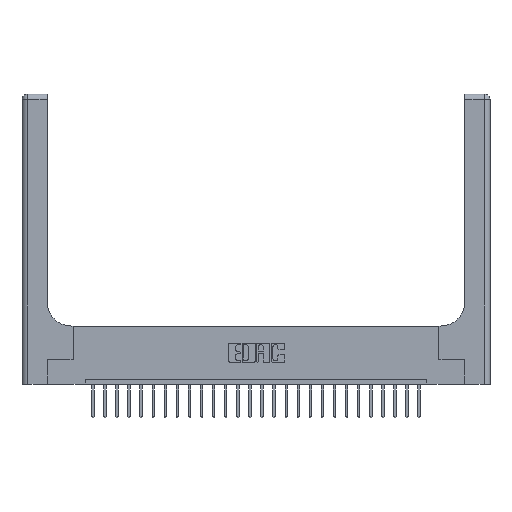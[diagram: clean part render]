
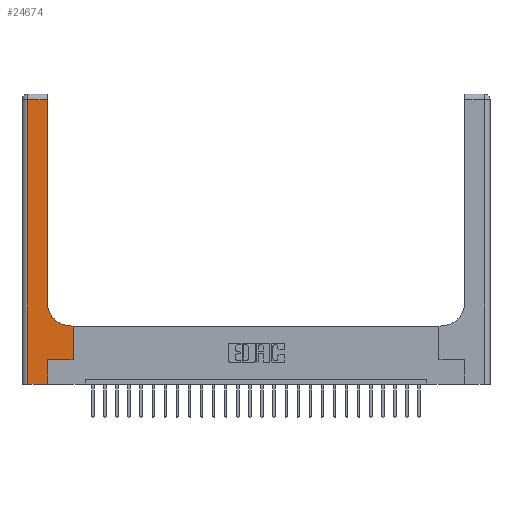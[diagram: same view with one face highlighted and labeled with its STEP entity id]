
A CAD part, top view. The second image highlights one B-rep face of the part: STEP entity #24674.
In plain terms, the highlighted planar face has unit normal (0, 0, 1).
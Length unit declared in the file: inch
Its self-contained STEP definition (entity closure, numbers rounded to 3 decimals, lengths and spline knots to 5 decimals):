
#701 = VERTEX_POINT ( 'NONE', #9828 ) ;
#1229 = CARTESIAN_POINT ( 'NONE',  ( 0.26, 3., 0.37 ) ) ;
#1636 = AXIS2_PLACEMENT_3D ( 'NONE', #3763, #1870, #9578 ) ;
#1647 = LINE ( 'NONE', #14856, #22783 ) ;
#1820 = VERTEX_POINT ( 'NONE', #2870 ) ;
#1870 = DIRECTION ( 'NONE',  ( 0., 0., -1. ) ) ;
#2038 = VERTEX_POINT ( 'NONE', #4367 ) ;
#2365 = ORIENTED_EDGE ( 'NONE', *, *, #13781, .T. ) ;
#2478 = EDGE_CURVE ( 'NONE', #9659, #4491, #17546, .T. ) ;
#2698 = CARTESIAN_POINT ( 'NONE',  ( 0.06, 3., 0.37 ) ) ;
#2812 = DIRECTION ( 'NONE',  ( 0., 1., 0. ) ) ;
#2870 = CARTESIAN_POINT ( 'NONE',  ( 0.06, 0., 0.37 ) ) ;
#3315 = CARTESIAN_POINT ( 'NONE',  ( 0.528, 0.25, 0.37 ) ) ;
#3361 = EDGE_CURVE ( 'NONE', #4491, #6211, #8078, .T. ) ;
#3763 = CARTESIAN_POINT ( 'NONE',  ( 0., 3., 0.37 ) ) ;
#4118 = VECTOR ( 'NONE', #5800, 39.37008 ) ;
#4367 = CARTESIAN_POINT ( 'NONE',  ( 0.528, 0.25, 0.37 ) ) ;
#4491 = VERTEX_POINT ( 'NONE', #12850 ) ;
#4518 = EDGE_CURVE ( 'NONE', #14917, #9659, #1647, .T. ) ;
#5102 = LINE ( 'NONE', #18327, #10225 ) ;
#5342 = LINE ( 'NONE', #18807, #20123 ) ;
#5708 = ORIENTED_EDGE ( 'NONE', *, *, #10827, .T. ) ;
#5800 = DIRECTION ( 'NONE',  ( 0., 1., 0. ) ) ;
#6211 = VERTEX_POINT ( 'NONE', #10598 ) ;
#6691 = EDGE_CURVE ( 'NONE', #16906, #8855, #19092, .T. ) ;
#6707 = AXIS2_PLACEMENT_3D ( 'NONE', #7763, #8006, #19567 ) ;
#7444 = PLANE ( 'NONE',  #1636 ) ;
#7763 = CARTESIAN_POINT ( 'NONE',  ( 0.51, 0.85, 0.37 ) ) ;
#8006 = DIRECTION ( 'NONE',  ( 0., 0., -1. ) ) ;
#8078 = LINE ( 'NONE', #1229, #4118 ) ;
#8141 = EDGE_CURVE ( 'NONE', #8855, #2038, #5102, .T. ) ;
#8403 = VECTOR ( 'NONE', #10403, 39.37008 ) ;
#8608 = VECTOR ( 'NONE', #15417, 39.37008 ) ;
#8780 = CARTESIAN_POINT ( 'NONE',  ( 0.265, 0., 0.37 ) ) ;
#8855 = VERTEX_POINT ( 'NONE', #18733 ) ;
#9578 = DIRECTION ( 'NONE',  ( -1., 0., 0. ) ) ;
#9659 = VERTEX_POINT ( 'NONE', #20409 ) ;
#9672 = CARTESIAN_POINT ( 'NONE',  ( 0.265, 0., 0.37 ) ) ;
#9828 = CARTESIAN_POINT ( 'NONE',  ( 0.06, 2.94, 0.37 ) ) ;
#10225 = VECTOR ( 'NONE', #14291, 39.37008 ) ;
#10403 = DIRECTION ( 'NONE',  ( 0., -1., 0. ) ) ;
#10598 = CARTESIAN_POINT ( 'NONE',  ( 0.26, 2.94, 0.37 ) ) ;
#10827 = EDGE_CURVE ( 'NONE', #2038, #14917, #22453, .T. ) ;
#11457 = FACE_OUTER_BOUND ( 'NONE', #19823, .T. ) ;
#12351 = VECTOR ( 'NONE', #2812, 39.37008 ) ;
#12850 = CARTESIAN_POINT ( 'NONE',  ( 0.26, 0.85, 0.37 ) ) ;
#13781 = EDGE_CURVE ( 'NONE', #701, #1820, #19958, .T. ) ;
#13908 = DIRECTION ( 'NONE',  ( -1., 0., 0. ) ) ;
#14291 = DIRECTION ( 'NONE',  ( 1., 0., 0. ) ) ;
#14615 = ORIENTED_EDGE ( 'NONE', *, *, #16404, .T. ) ;
#14856 = CARTESIAN_POINT ( 'NONE',  ( 0.26, 0.6, 0.37 ) ) ;
#14864 = EDGE_CURVE ( 'NONE', #6211, #701, #23758, .T. ) ;
#14917 = VERTEX_POINT ( 'NONE', #17957 ) ;
#15417 = DIRECTION ( 'NONE',  ( 0., 1., 0. ) ) ;
#16404 = EDGE_CURVE ( 'NONE', #1820, #16906, #5342, .T. ) ;
#16455 = VECTOR ( 'NONE', #13908, 39.37008 ) ;
#16906 = VERTEX_POINT ( 'NONE', #8780 ) ;
#17546 = CIRCLE ( 'NONE', #6707, 0.25 ) ;
#17957 = CARTESIAN_POINT ( 'NONE',  ( 0.528, 0.6, 0.37 ) ) ;
#17984 = ORIENTED_EDGE ( 'NONE', *, *, #8141, .T. ) ;
#18327 = CARTESIAN_POINT ( 'NONE',  ( 0.265, 0.25, 0.37 ) ) ;
#18590 = ORIENTED_EDGE ( 'NONE', *, *, #6691, .T. ) ;
#18733 = CARTESIAN_POINT ( 'NONE',  ( 0.265, 0.25, 0.37 ) ) ;
#18769 = DIRECTION ( 'NONE',  ( -1., 0., 0. ) ) ;
#18807 = CARTESIAN_POINT ( 'NONE',  ( 0., 0., 0.37 ) ) ;
#19092 = LINE ( 'NONE', #9672, #8608 ) ;
#19356 = ORIENTED_EDGE ( 'NONE', *, *, #14864, .T. ) ;
#19567 = DIRECTION ( 'NONE',  ( 1., 0., 0. ) ) ;
#19823 = EDGE_LOOP ( 'NONE', ( #22526, #19356, #2365, #14615, #18590, #17984, #5708, #22617, #24266 ) ) ;
#19839 = CARTESIAN_POINT ( 'NONE',  ( 0., 2.94, 0.37 ) ) ;
#19958 = LINE ( 'NONE', #2698, #8403 ) ;
#20123 = VECTOR ( 'NONE', #22722, 39.37008 ) ;
#20409 = CARTESIAN_POINT ( 'NONE',  ( 0.51, 0.6, 0.37 ) ) ;
#22453 = LINE ( 'NONE', #3315, #12351 ) ;
#22526 = ORIENTED_EDGE ( 'NONE', *, *, #3361, .T. ) ;
#22617 = ORIENTED_EDGE ( 'NONE', *, *, #4518, .T. ) ;
#22722 = DIRECTION ( 'NONE',  ( 1., 0., 0. ) ) ;
#22783 = VECTOR ( 'NONE', #18769, 39.37008 ) ;
#23758 = LINE ( 'NONE', #19839, #16455 ) ;
#24266 = ORIENTED_EDGE ( 'NONE', *, *, #2478, .T. ) ;
#24674 = ADVANCED_FACE ( 'NONE', ( #11457 ), #7444, .F. ) ;
